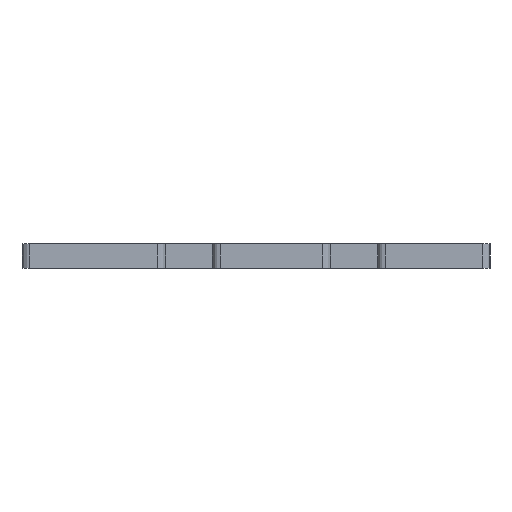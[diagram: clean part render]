
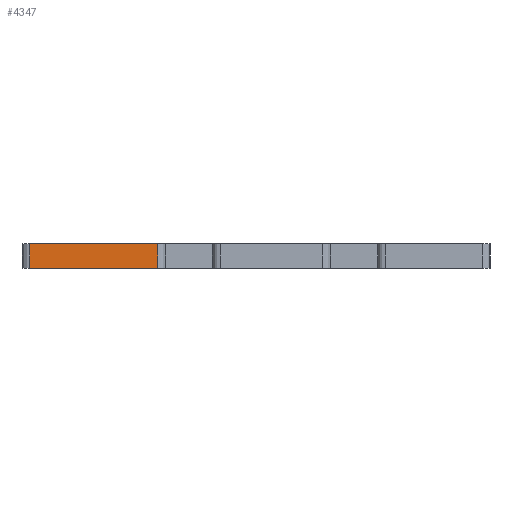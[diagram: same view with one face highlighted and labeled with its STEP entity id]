
A CAD part, left-side view. The second image highlights one B-rep face of the part: STEP entity #4347.
In plain terms, the highlighted planar face has unit normal (-1, 0, 0).
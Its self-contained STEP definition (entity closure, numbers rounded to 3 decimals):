
#83 = PLANE('',#84);
#84 = AXIS2_PLACEMENT_3D('',#85,#86,#87);
#85 = CARTESIAN_POINT('',(277.637,9.044,1.6));
#86 = DIRECTION('',(-0.,-0.,-1.));
#87 = DIRECTION('',(-1.,0.,0.));
#137 = PLANE('',#138);
#138 = AXIS2_PLACEMENT_3D('',#139,#140,#141);
#139 = CARTESIAN_POINT('',(277.637,9.044,0.));
#140 = DIRECTION('',(-0.,-0.,-1.));
#141 = DIRECTION('',(-1.,0.,0.));
#648 = VERTEX_POINT('',#649);
#649 = CARTESIAN_POINT('',(-15.,15.29,0.));
#668 = CYLINDRICAL_SURFACE('',#669,0.5);
#669 = AXIS2_PLACEMENT_3D('',#670,#671,#672);
#670 = CARTESIAN_POINT('',(-14.5,15.29,0.));
#671 = DIRECTION('',(-0.,-0.,-1.));
#672 = DIRECTION('',(1.,0.,-0.));
#680 = EDGE_CURVE('',#648,#681,#683,.T.);
#681 = VERTEX_POINT('',#682);
#682 = CARTESIAN_POINT('',(-15.,23.5,0.));
#683 = SURFACE_CURVE('',#684,(#688,#695),.PCURVE_S1.);
#684 = LINE('',#685,#686);
#685 = CARTESIAN_POINT('',(-15.,15.29,0.));
#686 = VECTOR('',#687,1.);
#687 = DIRECTION('',(0.,1.,0.));
#688 = PCURVE('',#137,#689);
#689 = DEFINITIONAL_REPRESENTATION('',(#690),#694);
#690 = LINE('',#691,#692);
#691 = CARTESIAN_POINT('',(292.637,6.246));
#692 = VECTOR('',#693,1.);
#693 = DIRECTION('',(0.,1.));
#694 = ( GEOMETRIC_REPRESENTATION_CONTEXT(2) 
PARAMETRIC_REPRESENTATION_CONTEXT() REPRESENTATION_CONTEXT('2D SPACE',''
  ) );
#695 = PCURVE('',#696,#701);
#696 = PLANE('',#697);
#697 = AXIS2_PLACEMENT_3D('',#698,#699,#700);
#698 = CARTESIAN_POINT('',(-15.,15.29,0.));
#699 = DIRECTION('',(-1.,0.,0.));
#700 = DIRECTION('',(0.,1.,0.));
#701 = DEFINITIONAL_REPRESENTATION('',(#702),#706);
#702 = LINE('',#703,#704);
#703 = CARTESIAN_POINT('',(0.,0.));
#704 = VECTOR('',#705,1.);
#705 = DIRECTION('',(1.,0.));
#706 = ( GEOMETRIC_REPRESENTATION_CONTEXT(2) 
PARAMETRIC_REPRESENTATION_CONTEXT() REPRESENTATION_CONTEXT('2D SPACE',''
  ) );
#729 = CYLINDRICAL_SURFACE('',#730,0.5);
#730 = AXIS2_PLACEMENT_3D('',#731,#732,#733);
#731 = CARTESIAN_POINT('',(-14.5,23.5,0.));
#732 = DIRECTION('',(-0.,-0.,-1.));
#733 = DIRECTION('',(1.,0.,-0.));
#2387 = VERTEX_POINT('',#2388);
#2388 = CARTESIAN_POINT('',(-15.,15.29,1.6));
#2414 = EDGE_CURVE('',#2387,#2415,#2417,.T.);
#2415 = VERTEX_POINT('',#2416);
#2416 = CARTESIAN_POINT('',(-15.,23.5,1.6));
#2417 = SURFACE_CURVE('',#2418,(#2422,#2429),.PCURVE_S1.);
#2418 = LINE('',#2419,#2420);
#2419 = CARTESIAN_POINT('',(-15.,15.29,1.6));
#2420 = VECTOR('',#2421,1.);
#2421 = DIRECTION('',(0.,1.,0.));
#2422 = PCURVE('',#83,#2423);
#2423 = DEFINITIONAL_REPRESENTATION('',(#2424),#2428);
#2424 = LINE('',#2425,#2426);
#2425 = CARTESIAN_POINT('',(292.637,6.246));
#2426 = VECTOR('',#2427,1.);
#2427 = DIRECTION('',(0.,1.));
#2428 = ( GEOMETRIC_REPRESENTATION_CONTEXT(2) 
PARAMETRIC_REPRESENTATION_CONTEXT() REPRESENTATION_CONTEXT('2D SPACE',''
  ) );
#2429 = PCURVE('',#696,#2430);
#2430 = DEFINITIONAL_REPRESENTATION('',(#2431),#2435);
#2431 = LINE('',#2432,#2433);
#2432 = CARTESIAN_POINT('',(0.,-1.6));
#2433 = VECTOR('',#2434,1.);
#2434 = DIRECTION('',(1.,0.));
#2435 = ( GEOMETRIC_REPRESENTATION_CONTEXT(2) 
PARAMETRIC_REPRESENTATION_CONTEXT() REPRESENTATION_CONTEXT('2D SPACE',''
  ) );
#4297 = EDGE_CURVE('',#648,#2387,#4298,.T.);
#4298 = SURFACE_CURVE('',#4299,(#4303,#4310),.PCURVE_S1.);
#4299 = LINE('',#4300,#4301);
#4300 = CARTESIAN_POINT('',(-15.,15.29,0.));
#4301 = VECTOR('',#4302,1.);
#4302 = DIRECTION('',(0.,0.,1.));
#4303 = PCURVE('',#668,#4304);
#4304 = DEFINITIONAL_REPRESENTATION('',(#4305),#4309);
#4305 = LINE('',#4306,#4307);
#4306 = CARTESIAN_POINT('',(-3.142,0.));
#4307 = VECTOR('',#4308,1.);
#4308 = DIRECTION('',(-0.,-1.));
#4309 = ( GEOMETRIC_REPRESENTATION_CONTEXT(2) 
PARAMETRIC_REPRESENTATION_CONTEXT() REPRESENTATION_CONTEXT('2D SPACE',''
  ) );
#4310 = PCURVE('',#696,#4311);
#4311 = DEFINITIONAL_REPRESENTATION('',(#4312),#4316);
#4312 = LINE('',#4313,#4314);
#4313 = CARTESIAN_POINT('',(0.,0.));
#4314 = VECTOR('',#4315,1.);
#4315 = DIRECTION('',(0.,-1.));
#4316 = ( GEOMETRIC_REPRESENTATION_CONTEXT(2) 
PARAMETRIC_REPRESENTATION_CONTEXT() REPRESENTATION_CONTEXT('2D SPACE',''
  ) );
#4347 = ADVANCED_FACE('',(#4348),#696,.T.);
#4348 = FACE_BOUND('',#4349,.T.);
#4349 = EDGE_LOOP('',(#4350,#4351,#4352,#4373));
#4350 = ORIENTED_EDGE('',*,*,#4297,.T.);
#4351 = ORIENTED_EDGE('',*,*,#2414,.T.);
#4352 = ORIENTED_EDGE('',*,*,#4353,.F.);
#4353 = EDGE_CURVE('',#681,#2415,#4354,.T.);
#4354 = SURFACE_CURVE('',#4355,(#4359,#4366),.PCURVE_S1.);
#4355 = LINE('',#4356,#4357);
#4356 = CARTESIAN_POINT('',(-15.,23.5,0.));
#4357 = VECTOR('',#4358,1.);
#4358 = DIRECTION('',(0.,0.,1.));
#4359 = PCURVE('',#696,#4360);
#4360 = DEFINITIONAL_REPRESENTATION('',(#4361),#4365);
#4361 = LINE('',#4362,#4363);
#4362 = CARTESIAN_POINT('',(8.21,0.));
#4363 = VECTOR('',#4364,1.);
#4364 = DIRECTION('',(0.,-1.));
#4365 = ( GEOMETRIC_REPRESENTATION_CONTEXT(2) 
PARAMETRIC_REPRESENTATION_CONTEXT() REPRESENTATION_CONTEXT('2D SPACE',''
  ) );
#4366 = PCURVE('',#729,#4367);
#4367 = DEFINITIONAL_REPRESENTATION('',(#4368),#4372);
#4368 = LINE('',#4369,#4370);
#4369 = CARTESIAN_POINT('',(-3.142,0.));
#4370 = VECTOR('',#4371,1.);
#4371 = DIRECTION('',(-0.,-1.));
#4372 = ( GEOMETRIC_REPRESENTATION_CONTEXT(2) 
PARAMETRIC_REPRESENTATION_CONTEXT() REPRESENTATION_CONTEXT('2D SPACE',''
  ) );
#4373 = ORIENTED_EDGE('',*,*,#680,.F.);
